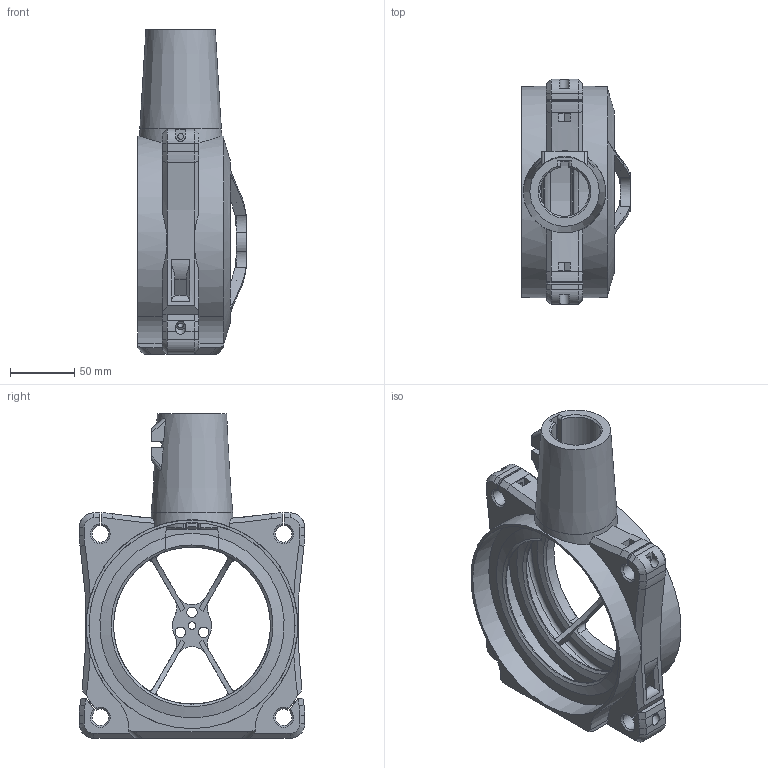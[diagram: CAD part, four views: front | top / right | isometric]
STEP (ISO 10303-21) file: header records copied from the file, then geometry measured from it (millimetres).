
FILE_DESCRIPTION(/* description */ ('','CAx-IF Rec.Pracs.---Representation and Presentation of Product Manufacturing Information (PMI)---4.0---2014-10-13'),/* implementation_level */ '2;1');
FILE_NAME(/* name */ 'Baffle (1).step',/* time_stamp */ '2024-12-19T21:41:18-05:00',/* author */ (''),/* organization */ (''),/* preprocessor_version */ 'ST-DEVELOPER v20',/* originating_system */ 'Autodesk Translation Framework v13.20.0.188',/* authorisation */ '');
FILE_SCHEMA (('AP242_MANAGED_MODEL_BASED_3D_ENGINEERING_MIM_LF { 1 0 10303 442 1 1 4 }'));
Length unit declared in the file: inch
Products named in the file (1): Baffle (1)
Bounding box: 84.41 x 175 x 252 mm (x, y, z)
Volume: 548796 mm3; surface area: 183697.9 mm2
Topology: 2 solids, 6 shells, 416 faces, 1162 edges, 761 vertices
Faces by surface type: plane 172, cylinder 122, cone 80, bspline 32, torus 10
Full cylindrical faces by diameter (mm): 3.861 x4, 4.496 x8, 5.791 x1, 7.95 x2, 8.064 x3, 10.008 x1, 50.8 x1, 160 x2
Entity records: 15594 total; most frequent: CARTESIAN_POINT 5286, ORIENTED_EDGE 2326, DIRECTION 1966, EDGE_CURVE 1163, VERTEX_POINT 761, AXIS2_PLACEMENT_3D 737, LINE 492, VECTOR 492
